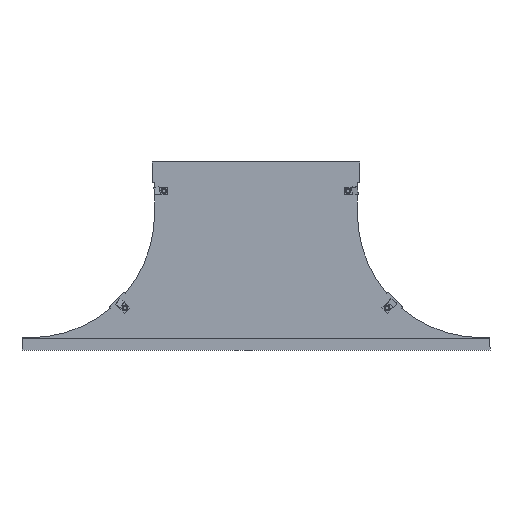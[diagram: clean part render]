
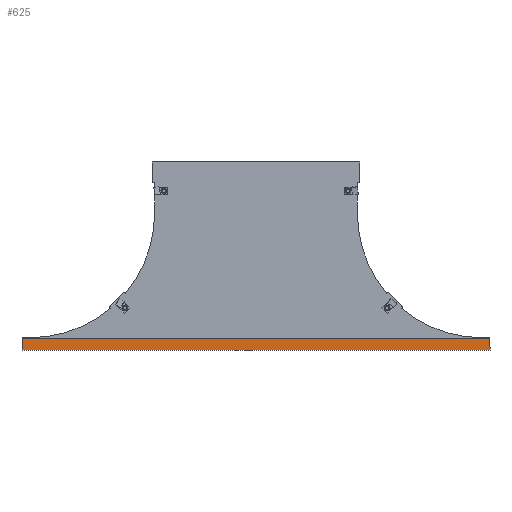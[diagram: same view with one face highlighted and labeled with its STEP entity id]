
A CAD part, front view. The second image highlights one B-rep face of the part: STEP entity #625.
In plain terms, the highlighted planar face has unit normal (0, -1, 0).
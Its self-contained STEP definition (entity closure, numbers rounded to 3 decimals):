
#67 = VERTEX_POINT ( 'NONE', #4587 ) ;
#121 = VECTOR ( 'NONE', #1800, 1000. ) ;
#190 = LINE ( 'NONE', #3835, #121 ) ;
#196 = FACE_OUTER_BOUND ( 'NONE', #657, .T. ) ;
#417 = EDGE_CURVE ( 'NONE', #3925, #67, #1065, .T. ) ;
#495 = EDGE_CURVE ( 'NONE', #663, #67, #840, .T. ) ;
#560 = DIRECTION ( 'NONE',  ( -1., 0., 0. ) ) ;
#572 = CARTESIAN_POINT ( 'NONE',  ( 550., 0.25, -430.5 ) ) ;
#605 = EDGE_CURVE ( 'NONE', #5120, #663, #190, .T. ) ;
#625 = ADVANCED_FACE ( 'NONE', ( #196 ), #5065, .T. ) ;
#642 = EDGE_CURVE ( 'NONE', #1861, #4027, #4849, .T. ) ;
#657 = EDGE_LOOP ( 'NONE', ( #2675, #2974, #4971, #4064, #1506, #1119 ) ) ;
#663 = VERTEX_POINT ( 'NONE', #1410 ) ;
#724 = VECTOR ( 'NONE', #3776, 1000. ) ;
#825 = LINE ( 'NONE', #1048, #4829 ) ;
#840 = LINE ( 'NONE', #3755, #724 ) ;
#954 = EDGE_CURVE ( 'NONE', #4027, #5120, #825, .T. ) ;
#1048 = CARTESIAN_POINT ( 'NONE',  ( 570., 0.25, -458. ) ) ;
#1065 = LINE ( 'NONE', #572, #1124 ) ;
#1119 = ORIENTED_EDGE ( 'NONE', *, *, #954, .F. ) ;
#1124 = VECTOR ( 'NONE', #560, 1000. ) ;
#1184 = VECTOR ( 'NONE', #2453, 1000. ) ;
#1410 = CARTESIAN_POINT ( 'NONE',  ( -570., 0.25, -430.914 ) ) ;
#1422 = LINE ( 'NONE', #4541, #1184 ) ;
#1506 = ORIENTED_EDGE ( 'NONE', *, *, #605, .F. ) ;
#1572 = DIRECTION ( 'NONE',  ( 0., 0., -1. ) ) ;
#1640 = CARTESIAN_POINT ( 'NONE',  ( 570., 0.25, -457.793 ) ) ;
#1800 = DIRECTION ( 'NONE',  ( 0., 0., 1. ) ) ;
#1861 = VERTEX_POINT ( 'NONE', #2525 ) ;
#2282 = EDGE_CURVE ( 'NONE', #1861, #3925, #1422, .T. ) ;
#2453 = DIRECTION ( 'NONE',  ( 0., 0., 1. ) ) ;
#2525 = CARTESIAN_POINT ( 'NONE',  ( 570., 0.25, -430.914 ) ) ;
#2675 = ORIENTED_EDGE ( 'NONE', *, *, #642, .F. ) ;
#2890 = AXIS2_PLACEMENT_3D ( 'NONE', #3312, #4895, #2953 ) ;
#2893 = CARTESIAN_POINT ( 'NONE',  ( -570., 0.25, -458. ) ) ;
#2953 = DIRECTION ( 'NONE',  ( 0., 0., -1. ) ) ;
#2974 = ORIENTED_EDGE ( 'NONE', *, *, #2282, .T. ) ;
#3312 = CARTESIAN_POINT ( 'NONE',  ( 550., 0.25, -124.793 ) ) ;
#3354 = DIRECTION ( 'NONE',  ( -1., 0., 0. ) ) ;
#3755 = CARTESIAN_POINT ( 'NONE',  ( -570., 0.25, -124.793 ) ) ;
#3776 = DIRECTION ( 'NONE',  ( 0., 0., 1. ) ) ;
#3835 = CARTESIAN_POINT ( 'NONE',  ( -570., 0.25, -457.793 ) ) ;
#3925 = VERTEX_POINT ( 'NONE', #4908 ) ;
#4027 = VERTEX_POINT ( 'NONE', #4214 ) ;
#4064 = ORIENTED_EDGE ( 'NONE', *, *, #495, .F. ) ;
#4214 = CARTESIAN_POINT ( 'NONE',  ( 570., 0.25, -458. ) ) ;
#4541 = CARTESIAN_POINT ( 'NONE',  ( 570., 0.25, -430.914 ) ) ;
#4587 = CARTESIAN_POINT ( 'NONE',  ( -570., 0.25, -430.5 ) ) ;
#4742 = VECTOR ( 'NONE', #1572, 1000. ) ;
#4829 = VECTOR ( 'NONE', #3354, 1000. ) ;
#4849 = LINE ( 'NONE', #1640, #4742 ) ;
#4895 = DIRECTION ( 'NONE',  ( 0., -1., 0. ) ) ;
#4908 = CARTESIAN_POINT ( 'NONE',  ( 570., 0.25, -430.5 ) ) ;
#4971 = ORIENTED_EDGE ( 'NONE', *, *, #417, .T. ) ;
#5065 = PLANE ( 'NONE',  #2890 ) ;
#5120 = VERTEX_POINT ( 'NONE', #2893 ) ;
